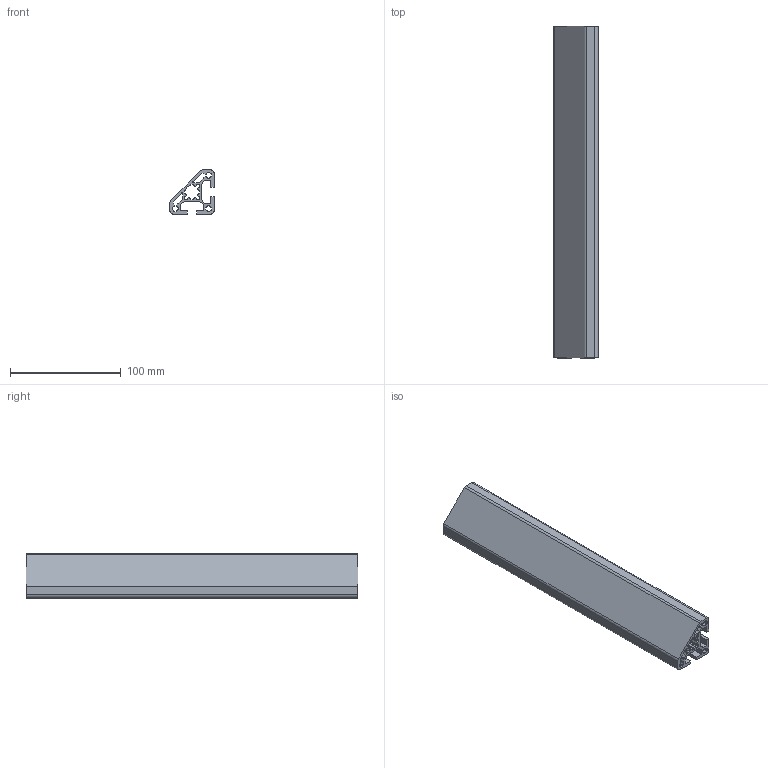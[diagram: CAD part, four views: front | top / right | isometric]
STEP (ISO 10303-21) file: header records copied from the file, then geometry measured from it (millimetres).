
FILE_DESCRIPTION (( 'STEP AP214' ), '1' );
FILE_NAME ('1727977416753.step', '2024-10-03T17:43:39', ( 'Windows User' ), ( '' ), 'SwSTEP 2.0', 'SolidWorks 2011', '' );
FILE_SCHEMA (( 'AUTOMOTIVE_DESIGN' ));
Length unit declared in the file: millimetre
Products named in the file (2): 1727977416753; 1.11.040040.28LPx300.00(1)
Assembly tree (1 placements, depth 2):
  1727977416753
    1.11.040040.28LPx300.00(1)
Bounding box: 40 x 300 x 40 mm (x, y, z)
Volume: 148509.7 mm3; surface area: 122879.5 mm2
Topology: 1 solids, 1 shells, 143 faces, 423 edges, 282 vertices
Faces by surface type: plane 80, cylinder 63
Entity records: 4885 total; most frequent: CARTESIAN_POINT 852, ORIENTED_EDGE 846, DIRECTION 843, EDGE_CURVE 423, LINE 297, VECTOR 297, VERTEX_POINT 282, AXIS2_PLACEMENT_3D 273
